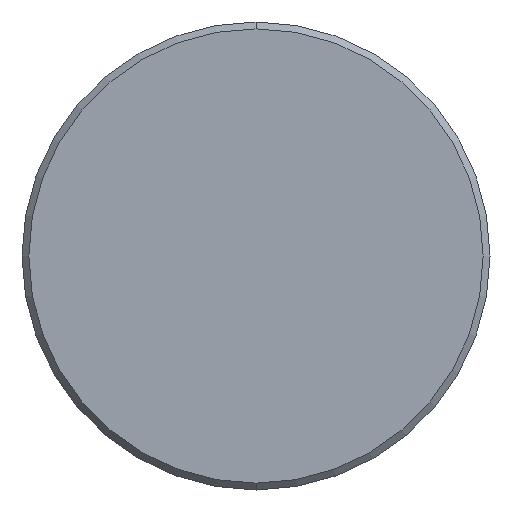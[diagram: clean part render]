
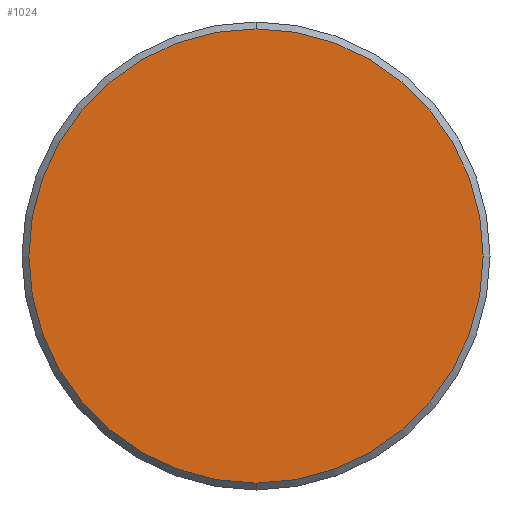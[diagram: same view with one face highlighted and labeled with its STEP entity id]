
A CAD part, left-side view. The second image highlights one B-rep face of the part: STEP entity #1024.
In plain terms, the highlighted planar face has unit normal (-1, 0, 0).
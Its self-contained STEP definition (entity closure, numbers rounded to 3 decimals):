
#1004=CARTESIAN_POINT('POINT59',(0.,
   0.,16.842));
#1005=VERTEX_POINT('VERTEX59',#1004);
#1006=CARTESIAN_POINT('POINT60',(0.,
   0.,-16.842));
#1007=VERTEX_POINT('VERTEX60',#1006);
#1008=CARTESIAN_POINT('POS97',(0.,0.,0.)
   );
#1009=DIRECTION('DIR157',(1.,0.,0.));
#1010=DIRECTION('DIR158',(0.,0.,1.));
#1011=AXIS2_PLACEMENT_3D('AXIS61',#1008,#1009,#1010);
#1012=CIRCLE('ELLIPSE34',#1011,16.842);
#1013=EDGE_CURVE('EDGE97',#1005,#1007,#1012,.T.);
#1014=ORIENTED_EDGE('COEDGE191',*,*,#1013,.F.);
#1015=EDGE_CURVE('EDGE98',#1007,#1005,#1012,.T.);
#1016=ORIENTED_EDGE('COEDGE192',*,*,#1015,.F.);
#1017=EDGE_LOOP('NONE',(#1014,#1016));
#1018=FACE_BOUND('LOOP1',#1017,.T.);
#1019=CARTESIAN_POINT('POS98',(0.,
   0.,8.421));
#1020=DIRECTION('DIR159',(-1.,0.,0.));
#1021=DIRECTION('DIR160',(0.,1.,0.));
#1022=AXIS2_PLACEMENT_3D('AXIS62',#1019,#1020,#1021);
#1023=PLANE('PLANE11',#1022);
#1024=ADVANCED_FACE('FACE48',(#1018),#1023,.T.);
